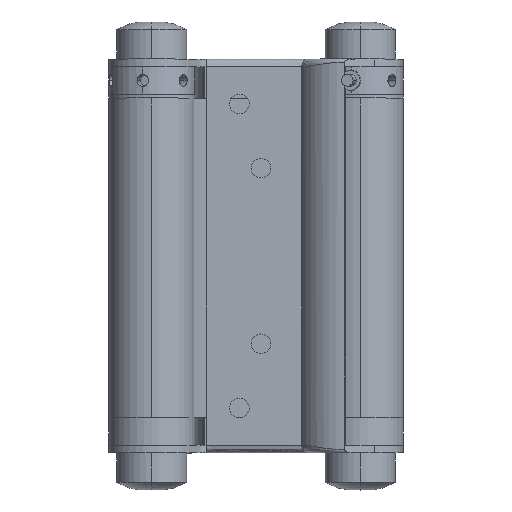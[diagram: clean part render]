
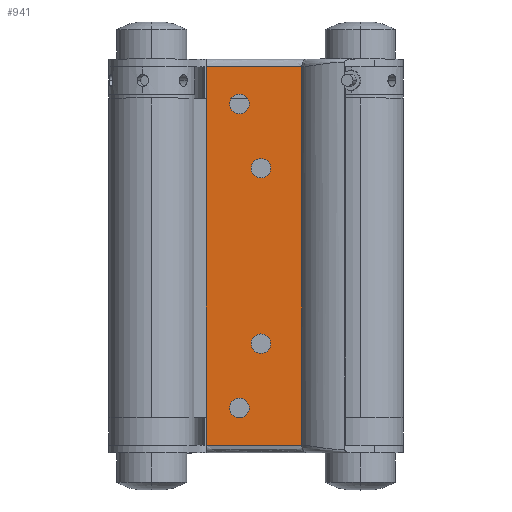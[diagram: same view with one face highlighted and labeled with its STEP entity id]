
A CAD part, top view. The second image highlights one B-rep face of the part: STEP entity #941.
In plain terms, the highlighted face is planar.
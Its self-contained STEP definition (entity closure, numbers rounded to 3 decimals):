
#91 = ORIENTED_EDGE ( 'NONE', *, *, #101, .T. ) ;
#101 = EDGE_CURVE ( 'NONE', #842, #1002, #1307, .T. ) ;
#842 = VERTEX_POINT ( 'NONE', #3250 ) ;
#899 = VERTEX_POINT ( 'NONE', #3389 ) ;
#900 = VERTEX_POINT ( 'NONE', #3388 ) ;
#914 = EDGE_CURVE ( 'NONE', #915, #916, #3425, .T. ) ;
#915 = VERTEX_POINT ( 'NONE', #3421 ) ;
#916 = VERTEX_POINT ( 'NONE', #3420 ) ;
#931 = EDGE_CURVE ( 'NONE', #932, #933, #3469, .T. ) ;
#932 = VERTEX_POINT ( 'NONE', #3460 ) ;
#933 = VERTEX_POINT ( 'NONE', #3459 ) ;
#941 = ADVANCED_FACE ( 'NONE', ( #3510, #3509, #3508, #3507, #3506 ), #3505, .F. ) ;
#942 = EDGE_LOOP ( 'NONE', ( #943, #944 ) ) ;
#943 = ORIENTED_EDGE ( 'NONE', *, *, #914, .F. ) ;
#944 = ORIENTED_EDGE ( 'NONE', *, *, #993, .F. ) ;
#962 = EDGE_CURVE ( 'NONE', #963, #964, #3539, .T. ) ;
#963 = VERTEX_POINT ( 'NONE', #3535 ) ;
#964 = VERTEX_POINT ( 'NONE', #3534 ) ;
#978 = EDGE_CURVE ( 'NONE', #899, #900, #3563, .T. ) ;
#993 = EDGE_CURVE ( 'NONE', #916, #915, #3552, .T. ) ;
#994 = EDGE_LOOP ( 'NONE', ( #995, #997 ) ) ;
#995 = ORIENTED_EDGE ( 'NONE', *, *, #996, .T. ) ;
#996 = EDGE_CURVE ( 'NONE', #964, #963, #3607, .T. ) ;
#997 = ORIENTED_EDGE ( 'NONE', *, *, #962, .T. ) ;
#998 = EDGE_LOOP ( 'NONE', ( #999, #1003, #1006, #91 ) ) ;
#999 = ORIENTED_EDGE ( 'NONE', *, *, #1000, .F. ) ;
#1000 = EDGE_CURVE ( 'NONE', #1001, #1002, #3602, .T. ) ;
#1001 = VERTEX_POINT ( 'NONE', #3598 ) ;
#1002 = VERTEX_POINT ( 'NONE', #3597 ) ;
#1003 = ORIENTED_EDGE ( 'NONE', *, *, #1004, .T. ) ;
#1004 = EDGE_CURVE ( 'NONE', #1001, #1005, #3596, .T. ) ;
#1005 = VERTEX_POINT ( 'NONE', #3595 ) ;
#1006 = ORIENTED_EDGE ( 'NONE', *, *, #1007, .T. ) ;
#1007 = EDGE_CURVE ( 'NONE', #1005, #842, #3594, .T. ) ;
#1307 = B_SPLINE_CURVE_WITH_KNOTS ( 'NONE', 3,
 ( #1373, #1372, #1371, #1370 ),
 .UNSPECIFIED., .F., .F.,
 ( 4, 4 ),
 ( 0.4, 0.59 ),
 .UNSPECIFIED. ) ;
#1370 = CARTESIAN_POINT ( 'NONE',  ( 15., -48.5, -5.5 ) ) ;
#1371 = CARTESIAN_POINT ( 'NONE',  ( 23.167, -48.5, -5.5 ) ) ;
#1372 = CARTESIAN_POINT ( 'NONE',  ( 31.333, -48.5, -5.5 ) ) ;
#1373 = CARTESIAN_POINT ( 'NONE',  ( 39.5, -48.5, -5.5 ) ) ;
#3250 = CARTESIAN_POINT ( 'NONE',  ( 39.5, -48.5, -5.5 ) ) ;
#3388 = CARTESIAN_POINT ( 'NONE',  ( 28., -22.5, -5.5 ) ) ;
#3389 = CARTESIAN_POINT ( 'NONE',  ( 23., -22.5, -5.5 ) ) ;
#3420 = CARTESIAN_POINT ( 'NONE',  ( 28.5, 39., -5.5 ) ) ;
#3421 = CARTESIAN_POINT ( 'NONE',  ( 33.5, 39., -5.5 ) ) ;
#3422 = DIRECTION ( 'NONE',  ( 1., 0., 0. ) ) ;
#3423 = DIRECTION ( 'NONE',  ( 0., 0., -1. ) ) ;
#3424 = AXIS2_PLACEMENT_3D ( 'NONE', #3431, #3423, #3422 ) ;
#3425 = CIRCLE ( 'NONE', #3424, 2.5 ) ;
#3431 = CARTESIAN_POINT ( 'NONE',  ( 31., 39., -5.5 ) ) ;
#3459 = CARTESIAN_POINT ( 'NONE',  ( 23., 22.5, -5.5 ) ) ;
#3460 = CARTESIAN_POINT ( 'NONE',  ( 28., 22.5, -5.5 ) ) ;
#3461 = DIRECTION ( 'NONE',  ( 1., 0., 0. ) ) ;
#3462 = DIRECTION ( 'NONE',  ( 0., 0., -1. ) ) ;
#3463 = CARTESIAN_POINT ( 'NONE',  ( 25.5, 22.5, -5.5 ) ) ;
#3464 = AXIS2_PLACEMENT_3D ( 'NONE', #3463, #3462, #3461 ) ;
#3469 = CIRCLE ( 'NONE', #3464, 2.5 ) ;
#3501 = DIRECTION ( 'NONE',  ( 1., 0., 0. ) ) ;
#3502 = DIRECTION ( 'NONE',  ( 0., 0., 1. ) ) ;
#3503 = CARTESIAN_POINT ( 'NONE',  ( 15., 50.5, -5.5 ) ) ;
#3504 = AXIS2_PLACEMENT_3D ( 'NONE', #3503, #3502, #3501 ) ;
#3505 = PLANE ( 'NONE',  #3504 ) ;
#3506 = FACE_BOUND ( 'NONE', #5262, .T. ) ;
#3507 = FACE_BOUND ( 'NONE', #5265, .T. ) ;
#3508 = FACE_OUTER_BOUND ( 'NONE', #998, .T. ) ;
#3509 = FACE_BOUND ( 'NONE', #994, .T. ) ;
#3510 = FACE_BOUND ( 'NONE', #942, .T. ) ;
#3534 = CARTESIAN_POINT ( 'NONE',  ( 33.5, -39., -5.5 ) ) ;
#3535 = CARTESIAN_POINT ( 'NONE',  ( 28.5, -39., -5.5 ) ) ;
#3536 = DIRECTION ( 'NONE',  ( 1., 0., 0. ) ) ;
#3537 = DIRECTION ( 'NONE',  ( 0., 0., 1. ) ) ;
#3538 = AXIS2_PLACEMENT_3D ( 'NONE', #3544, #3537, #3536 ) ;
#3539 = CIRCLE ( 'NONE', #3538, 2.5 ) ;
#3544 = CARTESIAN_POINT ( 'NONE',  ( 31., -39., -5.5 ) ) ;
#3551 = AXIS2_PLACEMENT_3D ( 'NONE', #3610, #3609, #3608 ) ;
#3552 = CIRCLE ( 'NONE', #3551, 2.5 ) ;
#3560 = DIRECTION ( 'NONE',  ( 1., 0., 0. ) ) ;
#3561 = DIRECTION ( 'NONE',  ( 0., 0., 1. ) ) ;
#3562 = AXIS2_PLACEMENT_3D ( 'NONE', #3569, #3561, #3560 ) ;
#3563 = CIRCLE ( 'NONE', #3562, 2.5 ) ;
#3569 = CARTESIAN_POINT ( 'NONE',  ( 25.5, -22.5, -5.5 ) ) ;
#3587 = DIRECTION ( 'NONE',  ( 0., -1., 0. ) ) ;
#3588 = VECTOR ( 'NONE', #3587, 1000. ) ;
#3589 = CARTESIAN_POINT ( 'NONE',  ( 39.5, 50.5, -5.5 ) ) ;
#3590 = CARTESIAN_POINT ( 'NONE',  ( 39.5, 48.5, -5.5 ) ) ;
#3591 = CARTESIAN_POINT ( 'NONE',  ( 31.333, 48.5, -5.5 ) ) ;
#3592 = CARTESIAN_POINT ( 'NONE',  ( 23.167, 48.5, -5.5 ) ) ;
#3593 = CARTESIAN_POINT ( 'NONE',  ( 15., 48.5, -5.5 ) ) ;
#3594 = LINE ( 'NONE', #3589, #3588 ) ;
#3595 = CARTESIAN_POINT ( 'NONE',  ( 39.5, 48.5, -5.5 ) ) ;
#3596 = B_SPLINE_CURVE_WITH_KNOTS ( 'NONE', 3,
 ( #3593, #3592, #3591, #3590 ),
 .UNSPECIFIED., .F., .F.,
 ( 4, 4 ),
 ( 0.41, 0.6 ),
 .UNSPECIFIED. ) ;
#3597 = CARTESIAN_POINT ( 'NONE',  ( 15., -48.5, -5.5 ) ) ;
#3598 = CARTESIAN_POINT ( 'NONE',  ( 15., 48.5, -5.5 ) ) ;
#3599 = DIRECTION ( 'NONE',  ( 0., -1., 0. ) ) ;
#3600 = VECTOR ( 'NONE', #3599, 1000. ) ;
#3601 = CARTESIAN_POINT ( 'NONE',  ( 15., 50.5, -5.5 ) ) ;
#3602 = LINE ( 'NONE', #3601, #3600 ) ;
#3603 = DIRECTION ( 'NONE',  ( 1., 0., 0. ) ) ;
#3604 = DIRECTION ( 'NONE',  ( 0., 0., 1. ) ) ;
#3605 = CARTESIAN_POINT ( 'NONE',  ( 31., -39., -5.5 ) ) ;
#3606 = AXIS2_PLACEMENT_3D ( 'NONE', #3605, #3604, #3603 ) ;
#3607 = CIRCLE ( 'NONE', #3606, 2.5 ) ;
#3608 = DIRECTION ( 'NONE',  ( 1., 0., 0. ) ) ;
#3609 = DIRECTION ( 'NONE',  ( 0., 0., -1. ) ) ;
#3610 = CARTESIAN_POINT ( 'NONE',  ( 31., 39., -5.5 ) ) ;
#3654 = DIRECTION ( 'NONE',  ( 1., 0., 0. ) ) ;
#3655 = DIRECTION ( 'NONE',  ( 0., 0., 1. ) ) ;
#3656 = CARTESIAN_POINT ( 'NONE',  ( 25.5, -22.5, -5.5 ) ) ;
#3657 = AXIS2_PLACEMENT_3D ( 'NONE', #3656, #3655, #3654 ) ;
#3658 = CIRCLE ( 'NONE', #3657, 2.5 ) ;
#3659 = DIRECTION ( 'NONE',  ( 1., 0., 0. ) ) ;
#3660 = DIRECTION ( 'NONE',  ( 0., 0., -1. ) ) ;
#3661 = CARTESIAN_POINT ( 'NONE',  ( 25.5, 22.5, -5.5 ) ) ;
#3662 = AXIS2_PLACEMENT_3D ( 'NONE', #3661, #3660, #3659 ) ;
#3663 = CIRCLE ( 'NONE', #3662, 2.5 ) ;
#5258 = ORIENTED_EDGE ( 'NONE', *, *, #5260, .F. ) ;
#5259 = ORIENTED_EDGE ( 'NONE', *, *, #931, .F. ) ;
#5260 = EDGE_CURVE ( 'NONE', #933, #932, #3663, .T. ) ;
#5261 = ORIENTED_EDGE ( 'NONE', *, *, #978, .T. ) ;
#5262 = EDGE_LOOP ( 'NONE', ( #5259, #5258 ) ) ;
#5263 = ORIENTED_EDGE ( 'NONE', *, *, #5264, .T. ) ;
#5264 = EDGE_CURVE ( 'NONE', #900, #899, #3658, .T. ) ;
#5265 = EDGE_LOOP ( 'NONE', ( #5263, #5261 ) ) ;
